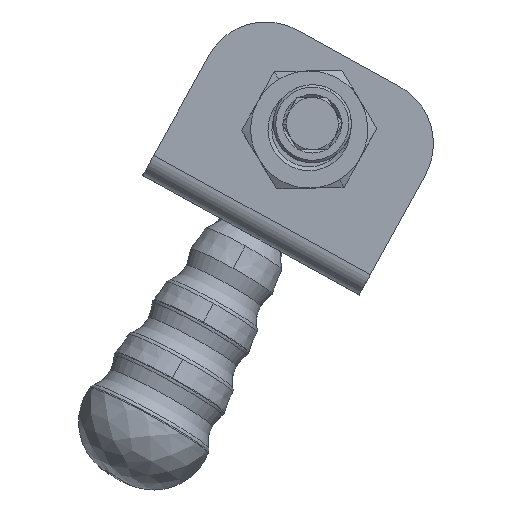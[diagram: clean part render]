
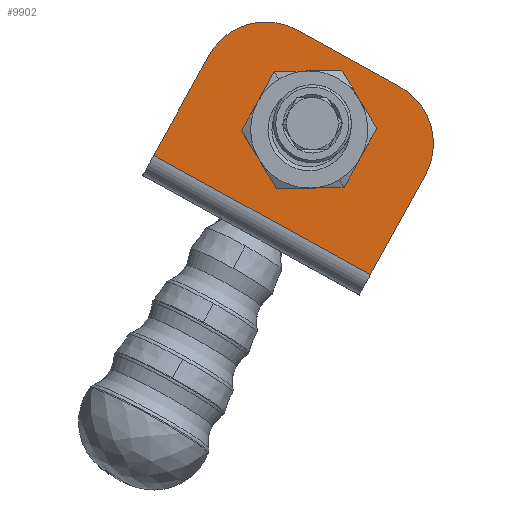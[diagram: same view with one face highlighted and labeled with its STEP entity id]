
A CAD part, top view. The second image highlights one B-rep face of the part: STEP entity #9902.
In plain terms, the highlighted planar face has unit normal (0, 0, 1).
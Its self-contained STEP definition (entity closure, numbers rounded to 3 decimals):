
#2122=CARTESIAN_POINT('',(-23.627,-10.647,-24.869));
#2123=VERTEX_POINT('',#2122);
#2132=CARTESIAN_POINT('',(-25.33,-25.86,-24.869));
#2133=VERTEX_POINT('',#2132);
#2134=CARTESIAN_POINT('',(-42.841,-16.199,-24.869));
#2135=DIRECTION('',(0.,0.,-1.0));
#2136=DIRECTION('',(0.961,0.278,0.));
#2137=AXIS2_PLACEMENT_3D('',#2134,#2135,#2136);
#2138=CIRCLE('',#2137,20.0);
#2139=EDGE_CURVE('',#2123,#2133,#2138,.T.);
#2164=CARTESIAN_POINT('',(-79.915,20.405,-24.869));
#2165=VERTEX_POINT('',#2164);
#2174=CARTESIAN_POINT('',(-64.702,18.703,-24.869));
#2175=VERTEX_POINT('',#2174);
#2176=CARTESIAN_POINT('',(-74.363,1.191,-24.869));
#2177=DIRECTION('',(0.,0.,-1.0));
#2178=DIRECTION('',(-0.278,0.961,0.));
#2179=AXIS2_PLACEMENT_3D('',#2176,#2177,#2178);
#2180=CIRCLE('',#2179,20.0);
#2181=EDGE_CURVE('',#2165,#2175,#2180,.T.);
#4342=CARTESIAN_POINT('',(-70.319,3.528,-24.869));
#4343=VERTEX_POINT('',#4342);
#4350=CARTESIAN_POINT('',(-61.368,6.115,-24.869));
#4351=VERTEX_POINT('',#4350);
#4365=CARTESIAN_POINT('',(-61.017,-11.882,-24.869));
#4366=DIRECTION('',(0.,0.,-1.0));
#4367=DIRECTION('',(-0.517,0.856,0.));
#4368=AXIS2_PLACEMENT_3D('',#4365,#4366,#4367);
#4369=CIRCLE('',#4368,18.);
#4370=EDGE_CURVE('',#4343,#4351,#4369,.T.);
#4380=CARTESIAN_POINT('',(-51.716,-27.292,-24.869));
#4381=VERTEX_POINT('',#4380);
#4390=CARTESIAN_POINT('',(-45.257,-20.577,-24.869));
#4391=VERTEX_POINT('',#4390);
#4392=CARTESIAN_POINT('',(-61.017,-11.882,-24.869));
#4393=DIRECTION('',(0.,0.,-1.0));
#4394=DIRECTION('',(-0.517,0.856,0.));
#4395=AXIS2_PLACEMENT_3D('',#4392,#4393,#4394);
#4396=CIRCLE('',#4395,18.);
#4397=EDGE_CURVE('',#4391,#4381,#4396,.T.);
#6758=CARTESIAN_POINT('',(-76.428,-21.184,-24.869));
#6759=VERTEX_POINT('',#6758);
#6775=CARTESIAN_POINT('',(-60.667,-29.879,-24.869));
#6776=VERTEX_POINT('',#6775);
#6777=CARTESIAN_POINT('',(-61.017,-11.882,-24.869));
#6778=DIRECTION('',(0.,0.,-1.0));
#6779=DIRECTION('',(-0.517,0.856,0.));
#6780=AXIS2_PLACEMENT_3D('',#6777,#6778,#6779);
#6781=CIRCLE('',#6780,18.);
#6782=EDGE_CURVE('',#6776,#6759,#6781,.T.);
#6819=CARTESIAN_POINT('',(-61.017,-11.882,-24.869));
#6820=DIRECTION('',(0.,0.,-1.0));
#6821=DIRECTION('',(-0.517,0.856,0.));
#6822=AXIS2_PLACEMENT_3D('',#6819,#6820,#6821);
#6823=CIRCLE('',#6822,18.);
#6824=EDGE_CURVE('',#4381,#6776,#6823,.T.);
#6834=CARTESIAN_POINT('',(-76.778,-3.187,-24.869));
#6835=VERTEX_POINT('',#6834);
#6851=CARTESIAN_POINT('',(-61.017,-11.882,-24.869));
#6852=DIRECTION('',(0.,0.,-1.0));
#6853=DIRECTION('',(-0.517,0.856,0.));
#6854=AXIS2_PLACEMENT_3D('',#6851,#6852,#6853);
#6855=CIRCLE('',#6854,18.);
#6856=EDGE_CURVE('',#6759,#6835,#6855,.T.);
#6881=CARTESIAN_POINT('',(-45.607,-2.58,-24.869));
#6882=VERTEX_POINT('',#6881);
#6909=CARTESIAN_POINT('',(-61.017,-11.882,-24.869));
#6910=DIRECTION('',(0.,0.,-1.0));
#6911=DIRECTION('',(-0.517,0.856,0.));
#6912=AXIS2_PLACEMENT_3D('',#6909,#6910,#6911);
#6913=CIRCLE('',#6912,18.);
#6914=EDGE_CURVE('',#6882,#4391,#6913,.T.);
#6925=CARTESIAN_POINT('',(-61.017,-11.882,-24.869));
#6926=DIRECTION('',(0.,0.,-1.0));
#6927=DIRECTION('',(-0.517,0.856,0.));
#6928=AXIS2_PLACEMENT_3D('',#6925,#6926,#6927);
#6929=CIRCLE('',#6928,18.);
#6930=EDGE_CURVE('',#6835,#4343,#6929,.T.);
#6981=CARTESIAN_POINT('',(-61.017,-11.882,-24.869));
#6982=DIRECTION('',(0.,0.,-1.0));
#6983=DIRECTION('',(-0.517,0.856,0.));
#6984=AXIS2_PLACEMENT_3D('',#6981,#6982,#6983);
#6985=CIRCLE('',#6984,18.);
#6986=EDGE_CURVE('',#4351,#6882,#6985,.T.);
#9617=CARTESIAN_POINT('',(-108.781,-19.795,-24.869));
#9618=VERTEX_POINT('',#9617);
#9626=CARTESIAN_POINT('',(-91.875,10.851,-24.869));
#9627=VERTEX_POINT('',#9626);
#9628=CARTESIAN_POINT('',(-108.781,-19.795,-24.869));
#9629=DIRECTION('',(0.483,0.876,0.));
#9630=VECTOR('',#9629,35.);
#9631=LINE('',#9628,#9630);
#9632=EDGE_CURVE('',#9618,#9627,#9631,.T.);
#9764=CARTESIAN_POINT('',(-42.236,-56.505,-24.869));
#9765=VERTEX_POINT('',#9764);
#9766=CARTESIAN_POINT('',(-25.33,-25.86,-24.869));
#9767=DIRECTION('',(-0.483,-0.876,0.0));
#9768=VECTOR('',#9767,35.);
#9769=LINE('',#9766,#9768);
#9770=EDGE_CURVE('',#2133,#9765,#9769,.T.);
#9791=CARTESIAN_POINT('',(-74.363,1.191,-24.869));
#9792=DIRECTION('',(0.,0.,-1.0));
#9793=DIRECTION('',(-0.278,0.961,0.));
#9794=AXIS2_PLACEMENT_3D('',#9791,#9792,#9793);
#9795=CIRCLE('',#9794,20.0);
#9796=EDGE_CURVE('',#9627,#2165,#9795,.T.);
#9807=CARTESIAN_POINT('',(-33.181,1.313,-24.869));
#9808=VERTEX_POINT('',#9807);
#9809=CARTESIAN_POINT('',(-64.702,18.703,-24.869));
#9810=DIRECTION('',(0.876,-0.483,0.0));
#9811=VECTOR('',#9810,36.);
#9812=LINE('',#9809,#9811);
#9813=EDGE_CURVE('',#2175,#9808,#9812,.T.);
#9833=CARTESIAN_POINT('',(-42.841,-16.199,-24.869));
#9834=DIRECTION('',(0.,0.,-1.0));
#9835=DIRECTION('',(0.961,0.278,0.));
#9836=AXIS2_PLACEMENT_3D('',#9833,#9834,#9835);
#9837=CIRCLE('',#9836,20.0);
#9838=EDGE_CURVE('',#9808,#2123,#9837,.T.);
#9867=CARTESIAN_POINT('',(-108.781,-19.795,-24.869));
#9868=DIRECTION('',(0.876,-0.483,0.));
#9869=VECTOR('',#9868,76.);
#9870=LINE('',#9867,#9869);
#9871=EDGE_CURVE('',#9618,#9765,#9870,.T.);
#9877=CARTESIAN_POINT('',(-63.916,-17.136,-24.869));
#9878=DIRECTION('',(0.0,0.0,-1.0));
#9879=DIRECTION('',(-0.876,0.483,0.0));
#9880=AXIS2_PLACEMENT_3D('',#9877,#9878,#9879);
#9881=PLANE('',#9880);
#9882=ORIENTED_EDGE('',*,*,#9796,.F.);
#9883=ORIENTED_EDGE('',*,*,#9632,.F.);
#9884=ORIENTED_EDGE('',*,*,#9871,.T.);
#9885=ORIENTED_EDGE('',*,*,#9770,.F.);
#9886=ORIENTED_EDGE('',*,*,#2139,.F.);
#9887=ORIENTED_EDGE('',*,*,#9838,.F.);
#9888=ORIENTED_EDGE('',*,*,#9813,.F.);
#9889=ORIENTED_EDGE('',*,*,#2181,.F.);
#9890=EDGE_LOOP('',(#9882,#9883,#9884,#9885,#9886,#9887,#9888,#9889));
#9891=FACE_OUTER_BOUND('',#9890,.T.);
#9892=ORIENTED_EDGE('',*,*,#6782,.T.);
#9893=ORIENTED_EDGE('',*,*,#6856,.T.);
#9894=ORIENTED_EDGE('',*,*,#6930,.T.);
#9895=ORIENTED_EDGE('',*,*,#4370,.T.);
#9896=ORIENTED_EDGE('',*,*,#6986,.T.);
#9897=ORIENTED_EDGE('',*,*,#6914,.T.);
#9898=ORIENTED_EDGE('',*,*,#4397,.T.);
#9899=ORIENTED_EDGE('',*,*,#6824,.T.);
#9900=EDGE_LOOP('',(#9892,#9893,#9894,#9895,#9896,#9897,#9898,#9899));
#9901=FACE_BOUND('',#9900,.T.);
#9902=ADVANCED_FACE('',(#9891,#9901),#9881,.F.);
